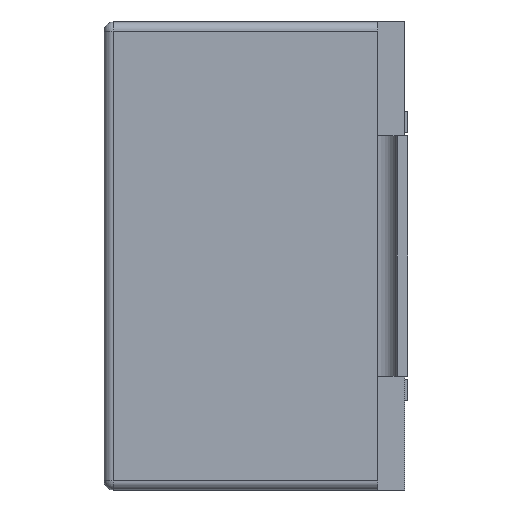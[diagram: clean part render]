
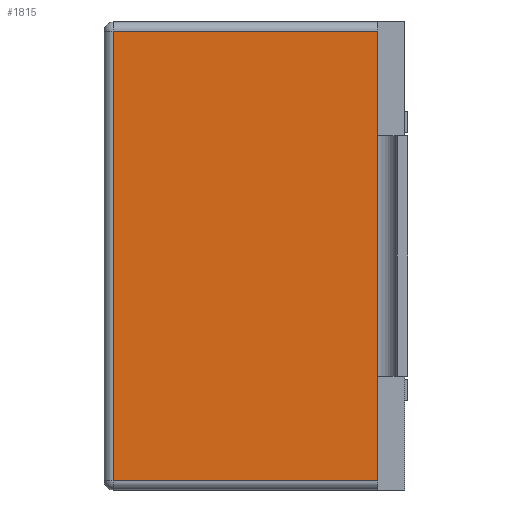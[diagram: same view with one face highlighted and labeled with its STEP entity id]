
A CAD part, left-side view. The second image highlights one B-rep face of the part: STEP entity #1815.
In plain terms, the highlighted planar face has unit normal (-1, 0, 0).
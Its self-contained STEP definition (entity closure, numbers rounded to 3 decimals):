
#42 = DIRECTION ( 'NONE',  ( 0., 0., -1. ) ) ;
#75 = VECTOR ( 'NONE', #1737, 1000. ) ;
#125 = LINE ( 'NONE', #1341, #1794 ) ;
#130 = LINE ( 'NONE', #627, #1800 ) ;
#175 = CARTESIAN_POINT ( 'NONE',  ( -7., 9.7, 7.775 ) ) ;
#261 = PLANE ( 'NONE',  #492 ) ;
#404 = CARTESIAN_POINT ( 'NONE',  ( -7., 10., -7.475 ) ) ;
#474 = DIRECTION ( 'NONE',  ( 0., 1., 0. ) ) ;
#492 = AXIS2_PLACEMENT_3D ( 'NONE', #1393, #693, #42 ) ;
#509 = FACE_OUTER_BOUND ( 'NONE', #2847, .T. ) ;
#550 = VERTEX_POINT ( 'NONE', #1211 ) ;
#584 = ORIENTED_EDGE ( 'NONE', *, *, #2605, .T. ) ;
#589 = CARTESIAN_POINT ( 'NONE',  ( -7., 9.7, 7.475 ) ) ;
#627 = CARTESIAN_POINT ( 'NONE',  ( -7., 0.9, 7.775 ) ) ;
#693 = DIRECTION ( 'NONE',  ( 1., 0., 0. ) ) ;
#858 = ORIENTED_EDGE ( 'NONE', *, *, #1482, .F. ) ;
#960 = VERTEX_POINT ( 'NONE', #2892 ) ;
#1004 = EDGE_CURVE ( 'NONE', #2010, #960, #2558, .T. ) ;
#1211 = CARTESIAN_POINT ( 'NONE',  ( -7., 0.9, -7.475 ) ) ;
#1250 = CARTESIAN_POINT ( 'NONE',  ( -7., 0.9, 7.475 ) ) ;
#1341 = CARTESIAN_POINT ( 'NONE',  ( -7., 10., 7.475 ) ) ;
#1393 = CARTESIAN_POINT ( 'NONE',  ( -7., 10., 7.775 ) ) ;
#1482 = EDGE_CURVE ( 'NONE', #2443, #550, #130, .T. ) ;
#1720 = EDGE_CURVE ( 'NONE', #2443, #2010, #125, .T. ) ;
#1737 = DIRECTION ( 'NONE',  ( 0., 0., -1. ) ) ;
#1794 = VECTOR ( 'NONE', #474, 1000. ) ;
#1800 = VECTOR ( 'NONE', #2226, 1000. ) ;
#1815 = ADVANCED_FACE ( 'NONE', ( #509 ), #261, .F. ) ;
#1965 = DIRECTION ( 'NONE',  ( 0., -1., 0. ) ) ;
#2010 = VERTEX_POINT ( 'NONE', #589 ) ;
#2065 = ORIENTED_EDGE ( 'NONE', *, *, #1720, .T. ) ;
#2226 = DIRECTION ( 'NONE',  ( 0., 0., -1. ) ) ;
#2320 = VECTOR ( 'NONE', #1965, 1000. ) ;
#2443 = VERTEX_POINT ( 'NONE', #1250 ) ;
#2532 = LINE ( 'NONE', #404, #2320 ) ;
#2558 = LINE ( 'NONE', #175, #75 ) ;
#2605 = EDGE_CURVE ( 'NONE', #960, #550, #2532, .T. ) ;
#2769 = ORIENTED_EDGE ( 'NONE', *, *, #1004, .T. ) ;
#2847 = EDGE_LOOP ( 'NONE', ( #2769, #584, #858, #2065 ) ) ;
#2892 = CARTESIAN_POINT ( 'NONE',  ( -7., 9.7, -7.475 ) ) ;
